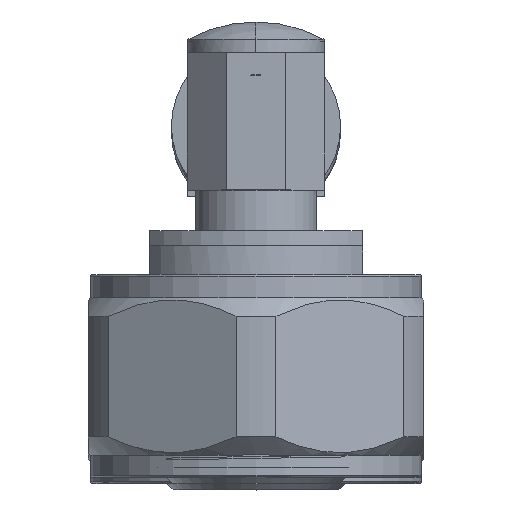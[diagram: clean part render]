
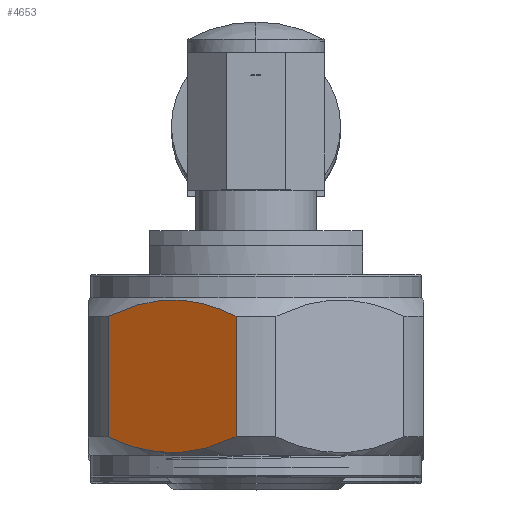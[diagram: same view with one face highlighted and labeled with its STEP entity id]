
A CAD part, top view. The second image highlights one B-rep face of the part: STEP entity #4653.
In plain terms, the highlighted face is planar.
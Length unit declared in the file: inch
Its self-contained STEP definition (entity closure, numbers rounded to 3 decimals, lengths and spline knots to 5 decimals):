
#309 = CARTESIAN_POINT ( 'NONE',  ( -0.81578, 0.45505, -0.07797 ) ) ;
#562 = CARTESIAN_POINT ( 'NONE',  ( -0.44953, 0.39149, -0.18807 ) ) ;
#586 = CARTESIAN_POINT ( 'NONE',  ( -0.45054, 0.35853, -0.24516 ) ) ;
#731 = CARTESIAN_POINT ( 'NONE',  ( -0.80319, 0.47026, -0.05163 ) ) ;
#814 = CARTESIAN_POINT ( 'NONE',  ( -0.49189, 0.47026, -0.05163 ) ) ;
#908 = EDGE_CURVE ( 'NONE', #6073, #5702, #3221, .T. ) ;
#1084 = B_SPLINE_CURVE_WITH_KNOTS ( 'NONE', 3,
 ( #5854, #1701, #3384, #7010, #3435, #586, #7623, #562, #2796, #4687, #5295, #7565 ),
 .UNSPECIFIED., .F., .F.,
 ( 4, 2, 2, 2, 2, 4 ),
 ( 0., 0.00248, 0.00372, 0.00496, 0.00744, 0.00992 ),
 .UNSPECIFIED. ) ;
#1262 = EDGE_LOOP ( 'NONE', ( #7657, #3529, #3323, #6506 ) ) ;
#1479 = DIRECTION ( 'NONE',  ( -1., 0., 0. ) ) ;
#1534 = CARTESIAN_POINT ( 'NONE',  ( -0.84435, 0.38328, -0.20228 ) ) ;
#1609 = CARTESIAN_POINT ( 'NONE',  ( -0.80319, 0.47026, -0.05163 ) ) ;
#1694 = CARTESIAN_POINT ( 'NONE',  ( -0.80319, 0.27984, -0.38144 ) ) ;
#1701 = CARTESIAN_POINT ( 'NONE',  ( -0.47896, 0.29501, -0.35517 ) ) ;
#1994 = PLANE ( 'NONE',  #6863 ) ;
#2427 = VERTEX_POINT ( 'NONE', #814 ) ;
#2512 = DIRECTION ( 'NONE',  ( 0., 0.5, 0.866 ) ) ;
#2564 = CARTESIAN_POINT ( 'NONE',  ( -1.11395, 0.25003, -0.43307 ) ) ;
#2730 = FACE_OUTER_BOUND ( 'NONE', #1262, .T. ) ;
#2796 = CARTESIAN_POINT ( 'NONE',  ( -0.45352, 0.40762, -0.16013 ) ) ;
#3221 = LINE ( 'NONE', #5343, #5756 ) ;
#3238 = CARTESIAN_POINT ( 'NONE',  ( -0.82622, 0.31076, -0.3279 ) ) ;
#3323 = ORIENTED_EDGE ( 'NONE', *, *, #908, .F. ) ;
#3335 = EDGE_CURVE ( 'NONE', #2427, #3673, #5728, .T. ) ;
#3384 = CARTESIAN_POINT ( 'NONE',  ( -0.46837, 0.31046, -0.32841 ) ) ;
#3435 = CARTESIAN_POINT ( 'NONE',  ( -0.45444, 0.34225, -0.27334 ) ) ;
#3529 = ORIENTED_EDGE ( 'NONE', *, *, #4439, .F. ) ;
#3673 = VERTEX_POINT ( 'NONE', #731 ) ;
#3920 = CARTESIAN_POINT ( 'NONE',  ( -0.82608, 0.43958, -0.10477 ) ) ;
#4337 = CARTESIAN_POINT ( 'NONE',  ( -0.49189, 0.27984, -0.38144 ) ) ;
#4439 = EDGE_CURVE ( 'NONE', #5702, #2427, #1084, .T. ) ;
#4653 = ADVANCED_FACE ( 'NONE', ( #2730 ), #1994, .T. ) ;
#4687 = CARTESIAN_POINT ( 'NONE',  ( -0.4682, 0.43938, -0.10512 ) ) ;
#4996 = CARTESIAN_POINT ( 'NONE',  ( -0.23948, 0.47026, -0.05163 ) ) ;
#5049 = CARTESIAN_POINT ( 'NONE',  ( -0.83959, 0.4078, -0.15981 ) ) ;
#5295 = CARTESIAN_POINT ( 'NONE',  ( -0.47894, 0.45507, -0.07793 ) ) ;
#5343 = CARTESIAN_POINT ( 'NONE',  ( -0.23948, 0.27984, -0.38144 ) ) ;
#5374 = B_SPLINE_CURVE_WITH_KNOTS ( 'NONE', 3,
 ( #1609, #309, #3920, #5625, #5049, #6257, #1534, #5652, #6837, #3238, #7414, #6941 ),
 .UNSPECIFIED., .F., .F.,
 ( 4, 2, 2, 2, 2, 4 ),
 ( 0., 0.00248, 0.00371, 0.00495, 0.00743, 0.0099 ),
 .UNSPECIFIED. ) ;
#5625 = CARTESIAN_POINT ( 'NONE',  ( -0.8368, 0.41582, -0.14593 ) ) ;
#5652 = CARTESIAN_POINT ( 'NONE',  ( -0.84435, 0.35862, -0.24499 ) ) ;
#5702 = VERTEX_POINT ( 'NONE', #4337 ) ;
#5728 = LINE ( 'NONE', #4996, #7495 ) ;
#5756 = VECTOR ( 'NONE', #5944, 39.37008 ) ;
#5854 = CARTESIAN_POINT ( 'NONE',  ( -0.49189, 0.27984, -0.38144 ) ) ;
#5944 = DIRECTION ( 'NONE',  ( 1., 0., 0. ) ) ;
#6073 = VERTEX_POINT ( 'NONE', #1694 ) ;
#6257 = CARTESIAN_POINT ( 'NONE',  ( -0.84336, 0.39157, -0.18793 ) ) ;
#6289 = EDGE_CURVE ( 'NONE', #3673, #6073, #5374, .T. ) ;
#6506 = ORIENTED_EDGE ( 'NONE', *, *, #6289, .F. ) ;
#6637 = DIRECTION ( 'NONE',  ( 0., 0.866, -0.5 ) ) ;
#6837 = CARTESIAN_POINT ( 'NONE',  ( -0.84047, 0.34249, -0.27292 ) ) ;
#6863 = AXIS2_PLACEMENT_3D ( 'NONE', #2564, #6637, #2512 ) ;
#6941 = CARTESIAN_POINT ( 'NONE',  ( -0.80319, 0.27984, -0.38144 ) ) ;
#7010 = CARTESIAN_POINT ( 'NONE',  ( -0.45731, 0.33423, -0.28724 ) ) ;
#7414 = CARTESIAN_POINT ( 'NONE',  ( -0.8158, 0.29507, -0.35507 ) ) ;
#7495 = VECTOR ( 'NONE', #1479, 39.37008 ) ;
#7565 = CARTESIAN_POINT ( 'NONE',  ( -0.49189, 0.47026, -0.05163 ) ) ;
#7623 = CARTESIAN_POINT ( 'NONE',  ( -0.44953, 0.36684, -0.23076 ) ) ;
#7657 = ORIENTED_EDGE ( 'NONE', *, *, #3335, .F. ) ;
